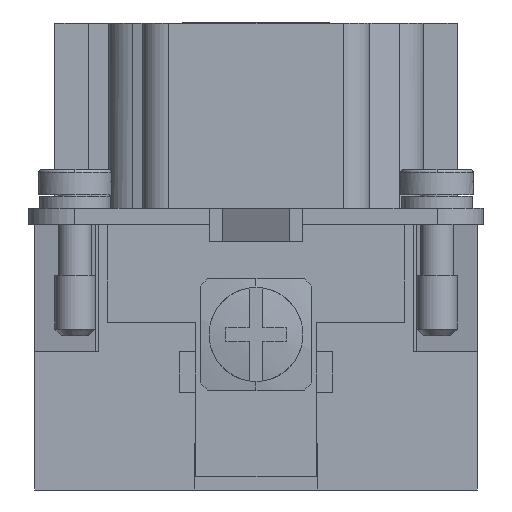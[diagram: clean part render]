
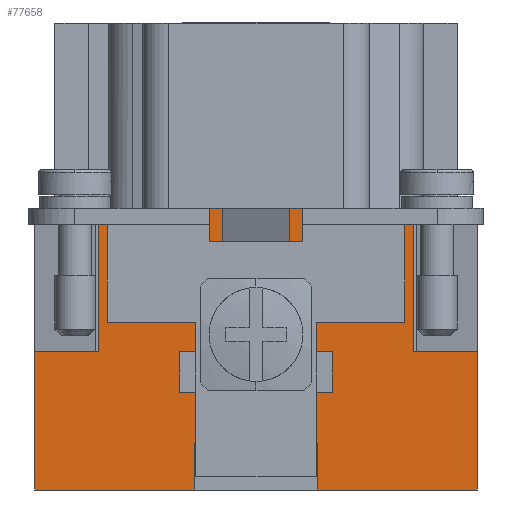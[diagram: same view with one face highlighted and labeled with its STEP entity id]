
A CAD part, left-side view. The second image highlights one B-rep face of the part: STEP entity #77658.
In plain terms, the highlighted planar face has unit normal (-1, 0, 0).
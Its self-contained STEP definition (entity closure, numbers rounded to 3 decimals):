
#61177=CARTESIAN_POINT('',(-45.0,16.5,0.0));
#61178=VERTEX_POINT('',#61177);
#61185=CARTESIAN_POINT('',(-45.0,16.5,10.3));
#61186=VERTEX_POINT('',#61185);
#61187=CARTESIAN_POINT('',(-45.0,16.5,0.0));
#61188=DIRECTION('',(0.0,0.0,1.0));
#61189=VECTOR('',#61188,10.3);
#61190=LINE('',#61187,#61189);
#61191=EDGE_CURVE('',#61178,#61186,#61190,.T.);
#62409=CARTESIAN_POINT('',(-45.0,-16.5,10.3));
#62410=VERTEX_POINT('',#62409);
#62417=CARTESIAN_POINT('',(-45.0,-16.5,0.0));
#62418=VERTEX_POINT('',#62417);
#62419=CARTESIAN_POINT('',(-45.0,-16.5,0.0));
#62420=DIRECTION('',(0.0,0.0,1.0));
#62421=VECTOR('',#62420,10.3);
#62422=LINE('',#62419,#62421);
#62423=EDGE_CURVE('',#62418,#62410,#62422,.T.);
#67325=CARTESIAN_POINT('',(-45.0,10.929,21.0));
#67326=VERTEX_POINT('',#67325);
#67621=CARTESIAN_POINT('',(-45.0,-11.75,21.0));
#67622=VERTEX_POINT('',#67621);
#67623=CARTESIAN_POINT('',(-45.0,-11.75,21.0));
#67624=DIRECTION('',(0.0,1.0,0.0));
#67625=VECTOR('',#67624,22.679);
#67626=LINE('',#67623,#67625);
#67627=EDGE_CURVE('',#67622,#67326,#67626,.T.);
#68898=CARTESIAN_POINT('',(-45.0,11.75,21.0));
#68899=VERTEX_POINT('',#68898);
#68906=CARTESIAN_POINT('',(-45.0,10.929,21.0));
#68907=DIRECTION('',(0.0,1.0,0.0));
#68908=VECTOR('',#68907,0.821);
#68909=LINE('',#68906,#68908);
#68910=EDGE_CURVE('',#67326,#68899,#68909,.T.);
#77108=CARTESIAN_POINT('',(-45.0,-11.75,10.3));
#77109=VERTEX_POINT('',#77108);
#77118=CARTESIAN_POINT('',(-45.0,-11.75,10.3));
#77119=DIRECTION('',(0.0,0.0,1.0));
#77120=VECTOR('',#77119,10.7);
#77121=LINE('',#77118,#77120);
#77122=EDGE_CURVE('',#77109,#67622,#77121,.T.);
#77132=CARTESIAN_POINT('',(-45.0,-16.5,10.3));
#77133=DIRECTION('',(0.0,1.0,0.0));
#77134=VECTOR('',#77133,4.75);
#77135=LINE('',#77132,#77134);
#77136=EDGE_CURVE('',#62410,#77109,#77135,.T.);
#77155=CARTESIAN_POINT('',(-45.0,11.75,10.3));
#77156=VERTEX_POINT('',#77155);
#77165=CARTESIAN_POINT('',(-45.0,11.75,21.0));
#77166=DIRECTION('',(0.0,0.0,-1.0));
#77167=VECTOR('',#77166,10.7);
#77168=LINE('',#77165,#77167);
#77169=EDGE_CURVE('',#68899,#77156,#77168,.T.);
#77205=CARTESIAN_POINT('',(-45.0,11.75,10.3));
#77206=DIRECTION('',(0.0,1.0,0.0));
#77207=VECTOR('',#77206,4.75);
#77208=LINE('',#77205,#77207);
#77209=EDGE_CURVE('',#77156,#61186,#77208,.T.);
#77386=CARTESIAN_POINT('',(-45.0,-4.55,3.5));
#77387=VERTEX_POINT('',#77386);
#77404=CARTESIAN_POINT('',(-45.0,-4.55,0.0));
#77405=VERTEX_POINT('',#77404);
#77412=CARTESIAN_POINT('',(-45.0,-4.55,3.5));
#77413=DIRECTION('',(0.0,0.0,-1.0));
#77414=VECTOR('',#77413,3.5);
#77415=LINE('',#77412,#77414);
#77416=EDGE_CURVE('',#77387,#77405,#77415,.T.);
#77581=CARTESIAN_POINT('',(-45.0,4.55,3.5));
#77582=VERTEX_POINT('',#77581);
#77589=CARTESIAN_POINT('',(-45.0,4.55,0.0));
#77590=VERTEX_POINT('',#77589);
#77591=CARTESIAN_POINT('',(-45.0,4.55,0.0));
#77592=DIRECTION('',(0.0,0.0,1.0));
#77593=VECTOR('',#77592,3.5);
#77594=LINE('',#77591,#77593);
#77595=EDGE_CURVE('',#77590,#77582,#77594,.T.);
#77613=CARTESIAN_POINT('',(-45.0,4.55,3.5));
#77614=DIRECTION('',(0.0,-1.0,0.0));
#77615=VECTOR('',#77614,9.1);
#77616=LINE('',#77613,#77615);
#77617=EDGE_CURVE('',#77582,#77387,#77616,.T.);
#77628=CARTESIAN_POINT('',(-45.0,-16.5,0.0));
#77629=DIRECTION('',(-1.0,0.0,0.0));
#77630=DIRECTION('',(0.0,0.0,1.0));
#77631=AXIS2_PLACEMENT_3D('',#77628,#77629,#77630);
#77632=PLANE('',#77631);
#77633=ORIENTED_EDGE('',*,*,#77122,.T.);
#77634=ORIENTED_EDGE('',*,*,#67627,.T.);
#77635=ORIENTED_EDGE('',*,*,#68910,.T.);
#77636=ORIENTED_EDGE('',*,*,#77169,.T.);
#77637=ORIENTED_EDGE('',*,*,#77209,.T.);
#77638=ORIENTED_EDGE('',*,*,#61191,.F.);
#77639=CARTESIAN_POINT('',(-45.0,16.5,0.0));
#77640=DIRECTION('',(0.0,-1.0,0.0));
#77641=VECTOR('',#77640,11.95);
#77642=LINE('',#77639,#77641);
#77643=EDGE_CURVE('',#61178,#77590,#77642,.T.);
#77644=ORIENTED_EDGE('',*,*,#77643,.T.);
#77645=ORIENTED_EDGE('',*,*,#77595,.T.);
#77646=ORIENTED_EDGE('',*,*,#77617,.T.);
#77647=ORIENTED_EDGE('',*,*,#77416,.T.);
#77648=CARTESIAN_POINT('',(-45.0,-4.55,0.0));
#77649=DIRECTION('',(0.0,-1.0,0.0));
#77650=VECTOR('',#77649,11.95);
#77651=LINE('',#77648,#77650);
#77652=EDGE_CURVE('',#77405,#62418,#77651,.T.);
#77653=ORIENTED_EDGE('',*,*,#77652,.T.);
#77654=ORIENTED_EDGE('',*,*,#62423,.T.);
#77655=ORIENTED_EDGE('',*,*,#77136,.T.);
#77656=EDGE_LOOP('',(#77633,#77634,#77635,#77636,#77637,#77638,#77644,#77645,#77646,#77647,#77653,#77654,#77655));
#77657=FACE_OUTER_BOUND('',#77656,.T.);
#77658=ADVANCED_FACE('',(#77657),#77632,.T.);
